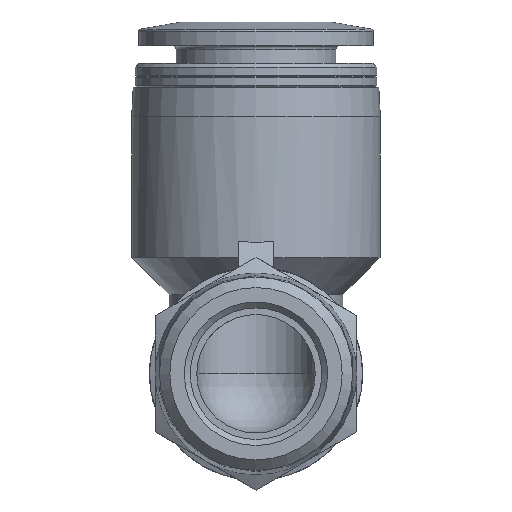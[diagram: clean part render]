
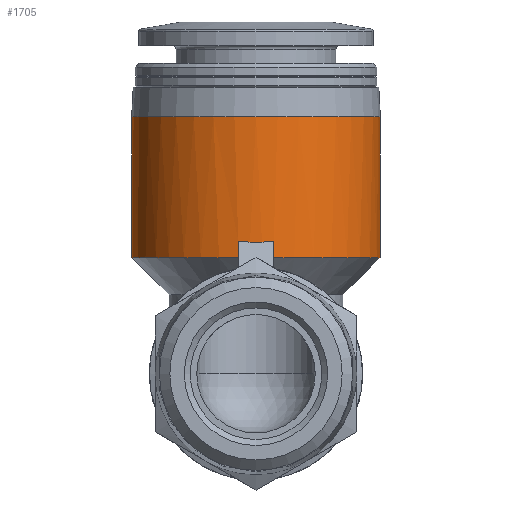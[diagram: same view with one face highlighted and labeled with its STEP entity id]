
A CAD part, front view. The second image highlights one B-rep face of the part: STEP entity #1705.
In plain terms, the highlighted cylindrical face has radius 10.5 mm (diameter 21 mm), a full revolution.
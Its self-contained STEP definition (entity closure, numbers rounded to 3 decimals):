
#46=LINE('',#2349,#84);
#47=LINE('',#2353,#85);
#84=VECTOR('',#1975,1000.);
#85=VECTOR('',#1978,1000.);
#225=CIRCLE('',#1803,10.5);
#226=CIRCLE('',#1805,10.5);
#301=ORIENTED_EDGE('',*,*,#627,.F.);
#302=ORIENTED_EDGE('',*,*,#628,.T.);
#303=ORIENTED_EDGE('',*,*,#629,.F.);
#304=ORIENTED_EDGE('',*,*,#630,.F.);
#305=ORIENTED_EDGE('',*,*,#631,.T.);
#627=EDGE_CURVE('',#786,#787,#225,.T.);
#628=EDGE_CURVE('',#786,#788,#46,.F.);
#629=EDGE_CURVE('',#789,#788,#882,.T.);
#630=EDGE_CURVE('',#787,#789,#47,.F.);
#631=EDGE_CURVE('',#790,#790,#226,.T.);
#786=VERTEX_POINT('',#2347);
#787=VERTEX_POINT('',#2348);
#788=VERTEX_POINT('',#2350);
#789=VERTEX_POINT('',#2352);
#790=VERTEX_POINT('',#2355);
#882=ELLIPSE('',#1804,14.849,10.5);
#893=EDGE_LOOP('',(#301,#302,#303,#304));
#894=EDGE_LOOP('',(#305));
#1005=FACE_BOUND('',#893,.T.);
#1006=FACE_BOUND('',#894,.T.);
#1110=CYLINDRICAL_SURFACE('',#1802,10.5);
#1705=ADVANCED_FACE('',(#1005,#1006),#1110,.T.);
#1802=AXIS2_PLACEMENT_3D('',#2345,#1971,#1972);
#1803=AXIS2_PLACEMENT_3D('',#2346,#1973,#1974);
#1804=AXIS2_PLACEMENT_3D('',#2351,#1976,#1977);
#1805=AXIS2_PLACEMENT_3D('',#2354,#1979,#1980);
#1971=DIRECTION('',(0.,0.,-1.));
#1972=DIRECTION('',(-1.,0.,0.));
#1973=DIRECTION('',(0.,0.,-1.));
#1974=DIRECTION('',(-1.,0.,0.));
#1975=DIRECTION('',(0.,0.,-1.));
#1976=DIRECTION('',(0.,0.707,-0.707));
#1977=DIRECTION('',(0.,-0.707,-0.707));
#1978=DIRECTION('',(0.,0.,-1.));
#1979=DIRECTION('',(0.,0.,-1.));
#1980=DIRECTION('',(-1.,0.,0.));
#2345=CARTESIAN_POINT('',(0.,20.5,0.));
#2346=CARTESIAN_POINT('',(0.,20.5,9.8));
#2347=CARTESIAN_POINT('',(-1.5,10.108,9.8));
#2348=CARTESIAN_POINT('',(1.5,10.108,9.8));
#2349=CARTESIAN_POINT('',(-1.5,10.108,0.));
#2350=CARTESIAN_POINT('',(-1.5,10.108,11.208));
#2351=CARTESIAN_POINT('',(0.,20.5,21.6));
#2352=CARTESIAN_POINT('',(1.5,10.108,11.208));
#2353=CARTESIAN_POINT('',(1.5,10.108,0.));
#2354=CARTESIAN_POINT('',(0.,20.5,21.7));
#2355=CARTESIAN_POINT('',(-10.5,20.5,21.7));
